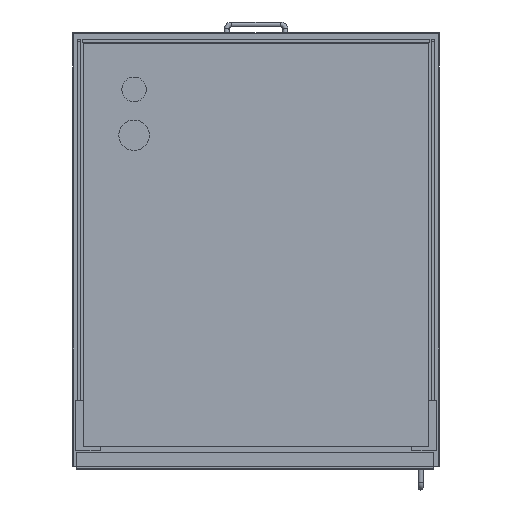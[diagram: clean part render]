
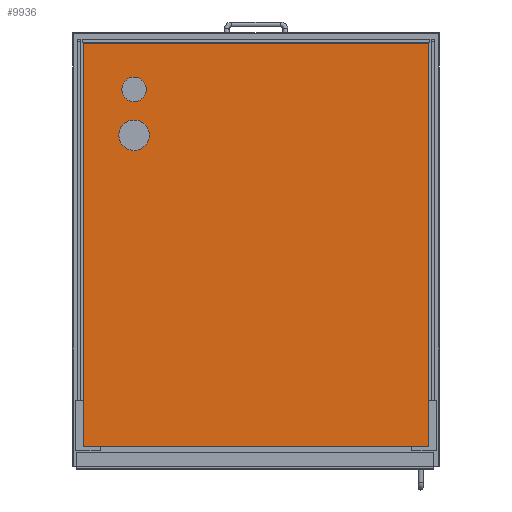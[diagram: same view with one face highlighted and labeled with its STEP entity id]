
A CAD part, front view. The second image highlights one B-rep face of the part: STEP entity #9936.
In plain terms, the highlighted planar face has unit normal (0, -1, 0).
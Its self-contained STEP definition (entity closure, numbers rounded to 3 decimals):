
#418 = FACE_OUTER_BOUND ( 'NONE', #14838, .T. ) ;
#834 = VECTOR ( 'NONE', #10767, 1000. ) ;
#854 = CARTESIAN_POINT ( 'NONE',  ( 282.5, 0., -330. ) ) ;
#1231 = VECTOR ( 'NONE', #2860, 1000. ) ;
#1287 = CARTESIAN_POINT ( 'NONE',  ( 282.5, 0., -330. ) ) ;
#2034 = LINE ( 'NONE', #9560, #1231 ) ;
#2518 = EDGE_CURVE ( 'NONE', #2567, #3968, #15837, .T. ) ;
#2567 = VERTEX_POINT ( 'NONE', #1287 ) ;
#2860 = DIRECTION ( 'NONE',  ( 1., 0., 0. ) ) ;
#3315 = CARTESIAN_POINT ( 'NONE',  ( 282.5, 0., 330. ) ) ;
#3479 = LINE ( 'NONE', #4348, #834 ) ;
#3968 = VERTEX_POINT ( 'NONE', #7659 ) ;
#4258 = AXIS2_PLACEMENT_3D ( 'NONE', #12542, #7338, #13894 ) ;
#4348 = CARTESIAN_POINT ( 'NONE',  ( -282.5, 0., -330. ) ) ;
#4972 = EDGE_CURVE ( 'NONE', #14167, #2567, #6100, .T. ) ;
#5212 = CARTESIAN_POINT ( 'NONE',  ( -282.5, 0., -330. ) ) ;
#6100 = LINE ( 'NONE', #854, #9767 ) ;
#6476 = ORIENTED_EDGE ( 'NONE', *, *, #12306, .F. ) ;
#7338 = DIRECTION ( 'NONE',  ( 0., 1., 0. ) ) ;
#7659 = CARTESIAN_POINT ( 'NONE',  ( -282.5, 0., -330. ) ) ;
#7943 = DIRECTION ( 'NONE',  ( -1., 0., 0. ) ) ;
#8637 = DIRECTION ( 'NONE',  ( 0., 0., -1. ) ) ;
#8698 = VERTEX_POINT ( 'NONE', #16446 ) ;
#9560 = CARTESIAN_POINT ( 'NONE',  ( -282.5, 0., 330. ) ) ;
#9767 = VECTOR ( 'NONE', #8637, 1000. ) ;
#9936 = ADVANCED_FACE ( 'NONE', ( #418 ), #11385, .F. ) ;
#10037 = ORIENTED_EDGE ( 'NONE', *, *, #4972, .F. ) ;
#10094 = VECTOR ( 'NONE', #7943, 1000. ) ;
#10767 = DIRECTION ( 'NONE',  ( 0., 0., 1. ) ) ;
#11385 = PLANE ( 'NONE',  #4258 ) ;
#12291 = EDGE_CURVE ( 'NONE', #8698, #14167, #2034, .T. ) ;
#12306 = EDGE_CURVE ( 'NONE', #3968, #8698, #3479, .T. ) ;
#12432 = ORIENTED_EDGE ( 'NONE', *, *, #12291, .F. ) ;
#12542 = CARTESIAN_POINT ( 'NONE',  ( 0., 0., 0. ) ) ;
#13894 = DIRECTION ( 'NONE',  ( 0., 0., 1. ) ) ;
#14167 = VERTEX_POINT ( 'NONE', #3315 ) ;
#14838 = EDGE_LOOP ( 'NONE', ( #10037, #12432, #6476, #15843 ) ) ;
#15837 = LINE ( 'NONE', #5212, #10094 ) ;
#15843 = ORIENTED_EDGE ( 'NONE', *, *, #2518, .F. ) ;
#16446 = CARTESIAN_POINT ( 'NONE',  ( -282.5, 0., 330. ) ) ;
